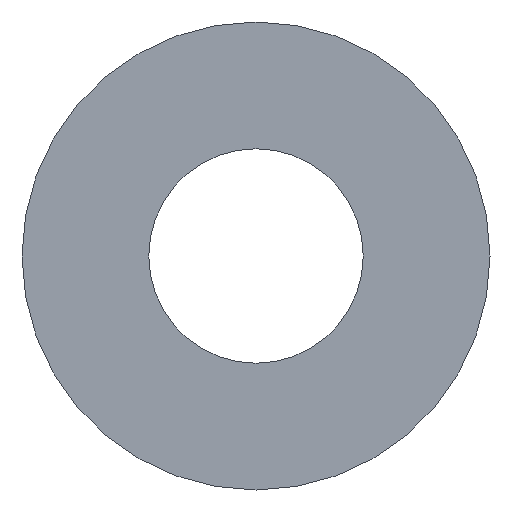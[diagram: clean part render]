
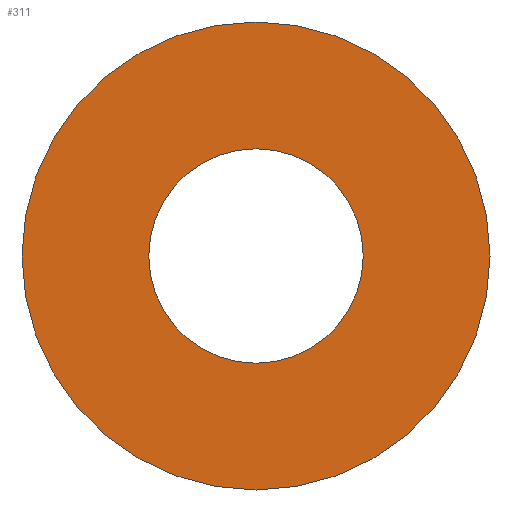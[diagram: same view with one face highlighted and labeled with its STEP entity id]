
A CAD part, front view. The second image highlights one B-rep face of the part: STEP entity #311.
In plain terms, the highlighted planar face has unit normal (0, -1, 0).
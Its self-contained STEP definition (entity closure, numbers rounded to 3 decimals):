
#2 = CARTESIAN_POINT ( 'NONE',  ( 0., 0., 0. ) ) ;
#7 = EDGE_LOOP ( 'NONE', ( #41, #157 ) ) ;
#18 = DIRECTION ( 'NONE',  ( 0., -1., 0. ) ) ;
#31 = CARTESIAN_POINT ( 'NONE',  ( 0., 0., -2.75 ) ) ;
#41 = ORIENTED_EDGE ( 'NONE', *, *, #265, .T. ) ;
#45 = VERTEX_POINT ( 'NONE', #63 ) ;
#56 = VERTEX_POINT ( 'NONE', #103 ) ;
#58 = VERTEX_POINT ( 'NONE', #100 ) ;
#63 = CARTESIAN_POINT ( 'NONE',  ( 0., 0., -6. ) ) ;
#74 = DIRECTION ( 'NONE',  ( 0., -1., 0. ) ) ;
#78 = CARTESIAN_POINT ( 'NONE',  ( 0., 0., 0. ) ) ;
#80 = DIRECTION ( 'NONE',  ( 0., -1., 0. ) ) ;
#82 = DIRECTION ( 'NONE',  ( 0., 0., -1. ) ) ;
#87 = DIRECTION ( 'NONE',  ( 0., 0., -1. ) ) ;
#90 = DIRECTION ( 'NONE',  ( 0., 0., -1. ) ) ;
#100 = CARTESIAN_POINT ( 'NONE',  ( 0., 0., 2.75 ) ) ;
#103 = CARTESIAN_POINT ( 'NONE',  ( 0., 0., 6. ) ) ;
#104 = CARTESIAN_POINT ( 'NONE',  ( 0., 0., 0. ) ) ;
#107 = DIRECTION ( 'NONE',  ( 0., -1., 0. ) ) ;
#109 = CARTESIAN_POINT ( 'NONE',  ( 0., 0., 0. ) ) ;
#135 = DIRECTION ( 'NONE',  ( 0., 0., -1. ) ) ;
#137 = DIRECTION ( 'NONE',  ( 0., -1., 0. ) ) ;
#138 = CARTESIAN_POINT ( 'NONE',  ( 6., 0., 0. ) ) ;
#139 = PLANE ( 'NONE',  #210 ) ;
#140 = DIRECTION ( 'NONE',  ( 0., 0., -1. ) ) ;
#147 = EDGE_LOOP ( 'NONE', ( #156, #153 ) ) ;
#152 = VERTEX_POINT ( 'NONE', #31 ) ;
#153 = ORIENTED_EDGE ( 'NONE', *, *, #261, .F. ) ;
#156 = ORIENTED_EDGE ( 'NONE', *, *, #310, .F. ) ;
#157 = ORIENTED_EDGE ( 'NONE', *, *, #262, .T. ) ;
#196 = FACE_BOUND ( 'NONE', #147, .T. ) ;
#199 = AXIS2_PLACEMENT_3D ( 'NONE', #104, #80, #82 ) ;
#209 = AXIS2_PLACEMENT_3D ( 'NONE', #109, #107, #140 ) ;
#210 = AXIS2_PLACEMENT_3D ( 'NONE', #138, #137, #135 ) ;
#227 = AXIS2_PLACEMENT_3D ( 'NONE', #78, #74, #87 ) ;
#231 = AXIS2_PLACEMENT_3D ( 'NONE', #2, #18, #90 ) ;
#241 = FACE_OUTER_BOUND ( 'NONE', #7, .T. ) ;
#261 = EDGE_CURVE ( 'NONE', #58, #152, #312, .T. ) ;
#262 = EDGE_CURVE ( 'NONE', #56, #45, #302, .T. ) ;
#264 = CIRCLE ( 'NONE', #227, 6. ) ;
#265 = EDGE_CURVE ( 'NONE', #45, #56, #264, .T. ) ;
#295 = CIRCLE ( 'NONE', #209, 2.75 ) ;
#302 = CIRCLE ( 'NONE', #199, 6. ) ;
#310 = EDGE_CURVE ( 'NONE', #152, #58, #295, .T. ) ;
#311 = ADVANCED_FACE ( 'NONE', ( #241, #196 ), #139, .T. ) ;
#312 = CIRCLE ( 'NONE', #231, 2.75 ) ;
